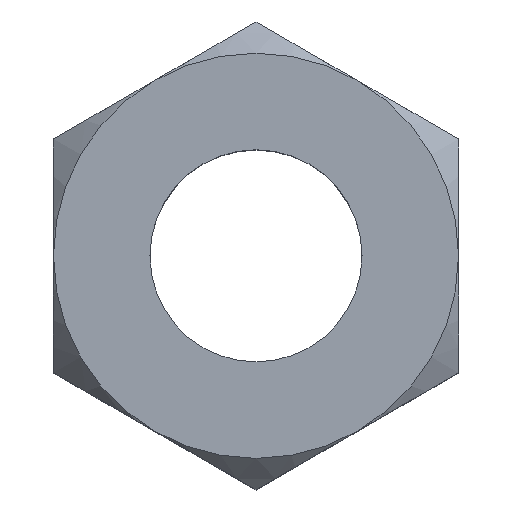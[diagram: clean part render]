
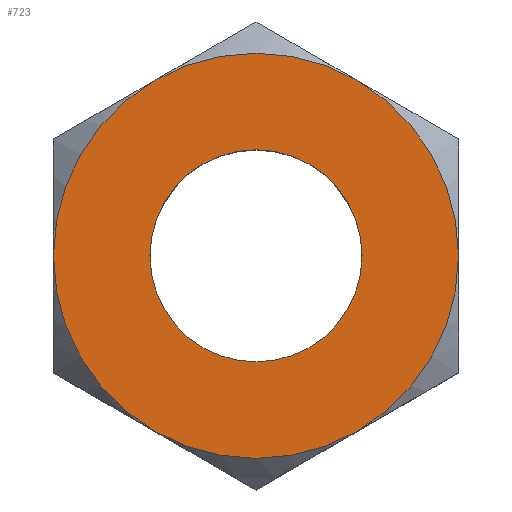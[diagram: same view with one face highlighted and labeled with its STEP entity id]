
A CAD part, top view. The second image highlights one B-rep face of the part: STEP entity #723.
In plain terms, the highlighted planar face has unit normal (0, 0, 1).
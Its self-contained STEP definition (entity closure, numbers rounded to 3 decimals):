
#20 = EDGE_LOOP ( 'NONE', ( #237, #542, #561, #417, #309, #433 ) ) ;
#30 = DIRECTION ( 'NONE',  ( 1., 0., 0. ) ) ;
#40 = EDGE_CURVE ( 'NONE', #545, #532, #156, .T. ) ;
#53 = AXIS2_PLACEMENT_3D ( 'NONE', #229, #653, #702 ) ;
#89 = CIRCLE ( 'NONE', #488, 8. ) ;
#109 = DIRECTION ( 'NONE',  ( 0., 0., 1. ) ) ;
#126 = CARTESIAN_POINT ( 'NONE',  ( 0., 0., 4. ) ) ;
#128 = CARTESIAN_POINT ( 'NONE',  ( -8., 0., 4. ) ) ;
#148 = CIRCLE ( 'NONE', #372, 8. ) ;
#156 = CIRCLE ( 'NONE', #53, 8. ) ;
#164 = DIRECTION ( 'NONE',  ( 0., 0., 1. ) ) ;
#185 = DIRECTION ( 'NONE',  ( 1., 0., 0. ) ) ;
#217 = ORIENTED_EDGE ( 'NONE', *, *, #266, .F. ) ;
#221 = EDGE_CURVE ( 'NONE', #545, #262, #89, .T. ) ;
#227 = EDGE_CURVE ( 'NONE', #624, #366, #246, .T. ) ;
#229 = CARTESIAN_POINT ( 'NONE',  ( 0., 0., 4. ) ) ;
#237 = ORIENTED_EDGE ( 'NONE', *, *, #227, .T. ) ;
#240 = EDGE_CURVE ( 'NONE', #570, #262, #379, .T. ) ;
#246 = CIRCLE ( 'NONE', #504, 8. ) ;
#255 = CARTESIAN_POINT ( 'NONE',  ( -4., -6.928, 4. ) ) ;
#262 = VERTEX_POINT ( 'NONE', #405 ) ;
#266 = EDGE_CURVE ( 'REUNA', #499, #590, #543, .T. ) ;
#272 = DIRECTION ( 'NONE',  ( -1., 0., 0. ) ) ;
#305 = PLANE ( 'NONE',  #531 ) ;
#309 = ORIENTED_EDGE ( 'NONE', *, *, #40, .T. ) ;
#315 = DIRECTION ( 'NONE',  ( 0., 0., 1. ) ) ;
#350 = EDGE_CURVE ( 'REUNA', #590, #499, #586, .T. ) ;
#352 = ORIENTED_EDGE ( 'NONE', *, *, #350, .F. ) ;
#364 = DIRECTION ( 'NONE',  ( 1., 0., 0. ) ) ;
#366 = VERTEX_POINT ( 'NONE', #393 ) ;
#372 = AXIS2_PLACEMENT_3D ( 'NONE', #126, #550, #185 ) ;
#379 = CIRCLE ( 'NONE', #404, 8. ) ;
#381 = AXIS2_PLACEMENT_3D ( 'NONE', #751, #391, #30 ) ;
#391 = DIRECTION ( 'NONE',  ( 0., 0., 1. ) ) ;
#393 = CARTESIAN_POINT ( 'NONE',  ( 8., 0., 4. ) ) ;
#396 = EDGE_CURVE ( 'NONE', #366, #570, #539, .T. ) ;
#404 = AXIS2_PLACEMENT_3D ( 'NONE', #429, #725, #548 ) ;
#405 = CARTESIAN_POINT ( 'NONE',  ( -4., 6.928, 4. ) ) ;
#417 = ORIENTED_EDGE ( 'NONE', *, *, #221, .F. ) ;
#426 = CARTESIAN_POINT ( 'NONE',  ( 0., 0., 4. ) ) ;
#429 = CARTESIAN_POINT ( 'NONE',  ( 0., 0., 4. ) ) ;
#433 = ORIENTED_EDGE ( 'NONE', *, *, #689, .T. ) ;
#443 = FACE_OUTER_BOUND ( 'NONE', #20, .T. ) ;
#445 = DIRECTION ( 'NONE',  ( 0., 0., -1. ) ) ;
#459 = CARTESIAN_POINT ( 'NONE',  ( 0., 0., 4. ) ) ;
#468 = AXIS2_PLACEMENT_3D ( 'NONE', #459, #109, #525 ) ;
#477 = CARTESIAN_POINT ( 'NONE',  ( 4., -6.928, 4. ) ) ;
#484 = FACE_BOUND ( 'NONE', #781, .T. ) ;
#488 = AXIS2_PLACEMENT_3D ( 'NONE', #426, #445, #272 ) ;
#499 = VERTEX_POINT ( 'NONE', #551 ) ;
#504 = AXIS2_PLACEMENT_3D ( 'NONE', #761, #164, #620 ) ;
#525 = DIRECTION ( 'NONE',  ( 1., 0., 0. ) ) ;
#531 = AXIS2_PLACEMENT_3D ( 'NONE', #606, #782, #364 ) ;
#532 = VERTEX_POINT ( 'NONE', #255 ) ;
#539 = CIRCLE ( 'NONE', #468, 8. ) ;
#542 = ORIENTED_EDGE ( 'NONE', *, *, #396, .T. ) ;
#543 = CIRCLE ( 'NONE', #627, 4.188 ) ;
#545 = VERTEX_POINT ( 'NONE', #128 ) ;
#548 = DIRECTION ( 'NONE',  ( 1., 0., 0. ) ) ;
#550 = DIRECTION ( 'NONE',  ( 0., 0., 1. ) ) ;
#551 = CARTESIAN_POINT ( 'NONE',  ( 4.188, 0., 4. ) ) ;
#557 = CARTESIAN_POINT ( 'NONE',  ( -4.188, 0., 4. ) ) ;
#561 = ORIENTED_EDGE ( 'NONE', *, *, #240, .T. ) ;
#570 = VERTEX_POINT ( 'NONE', #678 ) ;
#586 = CIRCLE ( 'NONE', #381, 4.188 ) ;
#590 = VERTEX_POINT ( 'NONE', #557 ) ;
#606 = CARTESIAN_POINT ( 'NONE',  ( 0., 9.238, 4. ) ) ;
#620 = DIRECTION ( 'NONE',  ( 1., 0., 0. ) ) ;
#624 = VERTEX_POINT ( 'NONE', #477 ) ;
#627 = AXIS2_PLACEMENT_3D ( 'NONE', #681, #315, #735 ) ;
#653 = DIRECTION ( 'NONE',  ( 0., 0., 1. ) ) ;
#678 = CARTESIAN_POINT ( 'NONE',  ( 4., 6.928, 4. ) ) ;
#681 = CARTESIAN_POINT ( 'NONE',  ( 0., 0., 4. ) ) ;
#689 = EDGE_CURVE ( 'NONE', #532, #624, #148, .T. ) ;
#702 = DIRECTION ( 'NONE',  ( 1., 0., 0. ) ) ;
#723 = ADVANCED_FACE ( 'TASO', ( #484, #443 ), #305, .T. ) ;
#725 = DIRECTION ( 'NONE',  ( 0., 0., 1. ) ) ;
#735 = DIRECTION ( 'NONE',  ( 1., 0., 0. ) ) ;
#751 = CARTESIAN_POINT ( 'NONE',  ( 0., 0., 4. ) ) ;
#761 = CARTESIAN_POINT ( 'NONE',  ( 0., 0., 4. ) ) ;
#781 = EDGE_LOOP ( 'NONE', ( #217, #352 ) ) ;
#782 = DIRECTION ( 'NONE',  ( 0., 0., 1. ) ) ;
